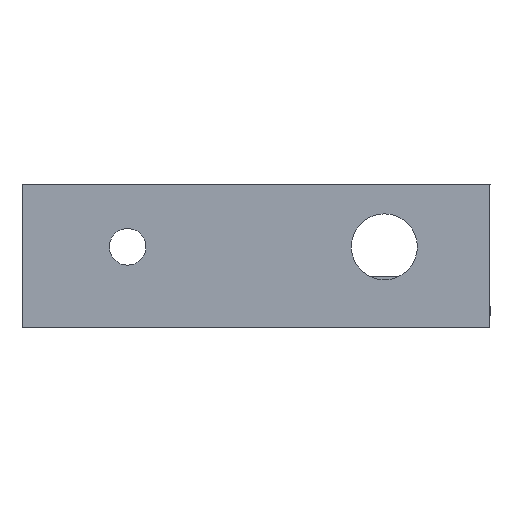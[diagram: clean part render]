
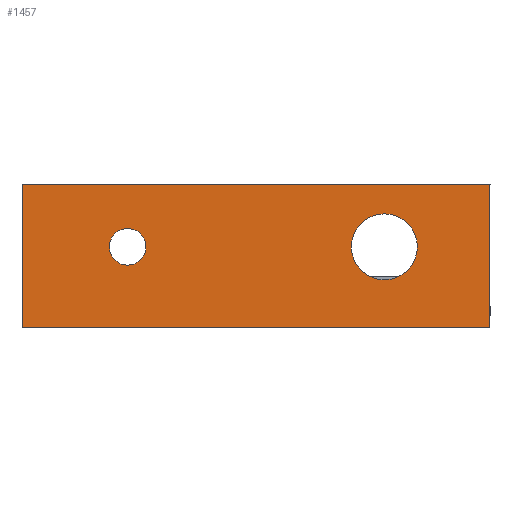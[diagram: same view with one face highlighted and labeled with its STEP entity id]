
A CAD part, front view. The second image highlights one B-rep face of the part: STEP entity #1457.
In plain terms, the highlighted face is planar.
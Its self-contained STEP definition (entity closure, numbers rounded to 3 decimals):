
#9 = CIRCLE ( 'NONE', #1085, 5. ) ;
#27 = CIRCLE ( 'NONE', #2859, 5. ) ;
#123 = VERTEX_POINT ( 'NONE', #1573 ) ;
#211 = VERTEX_POINT ( 'NONE', #1753 ) ;
#271 = EDGE_CURVE ( 'NONE', #561, #6019, #3785, .T. ) ;
#413 = EDGE_CURVE ( 'NONE', #3739, #211, #9, .T. ) ;
#446 = DIRECTION ( 'NONE',  ( 0., 0., -1. ) ) ;
#561 = VERTEX_POINT ( 'NONE', #3062 ) ;
#613 = DIRECTION ( 'NONE',  ( 0., 1., 0. ) ) ;
#687 = CARTESIAN_POINT ( 'NONE',  ( 108., 436.965, -28. ) ) ;
#843 = FACE_OUTER_BOUND ( 'NONE', #6417, .T. ) ;
#948 = CARTESIAN_POINT ( 'NONE',  ( 178., 436.965, -23. ) ) ;
#1085 = AXIS2_PLACEMENT_3D ( 'NONE', #3752, #4223, #2050 ) ;
#1180 = EDGE_CURVE ( 'NONE', #1267, #2744, #5785, .T. ) ;
#1183 = AXIS2_PLACEMENT_3D ( 'NONE', #2215, #6684, #1660 ) ;
#1210 = FACE_BOUND ( 'NONE', #3723, .T. ) ;
#1245 = ORIENTED_EDGE ( 'NONE', *, *, #6730, .F. ) ;
#1267 = VERTEX_POINT ( 'NONE', #7173 ) ;
#1333 = CARTESIAN_POINT ( 'NONE',  ( 0., 436.965, -40. ) ) ;
#1358 = DIRECTION ( 'NONE',  ( -1., 0., 0. ) ) ;
#1380 = AXIS2_PLACEMENT_3D ( 'NONE', #1725, #613, #1827 ) ;
#1457 = ADVANCED_FACE ( 'NONE', ( #2449, #1210, #843 ), #2761, .F. ) ;
#1573 = CARTESIAN_POINT ( 'NONE',  ( 79.185, 436.965, -40. ) ) ;
#1585 = ORIENTED_EDGE ( 'NONE', *, *, #4334, .F. ) ;
#1660 = DIRECTION ( 'NONE',  ( 0., 0., -1. ) ) ;
#1725 = CARTESIAN_POINT ( 'NONE',  ( 178., 436.965, -23. ) ) ;
#1753 = CARTESIAN_POINT ( 'NONE',  ( 108., 436.965, -18. ) ) ;
#1827 = DIRECTION ( 'NONE',  ( 0., 0., -1. ) ) ;
#2050 = DIRECTION ( 'NONE',  ( 0., 0., -1. ) ) ;
#2215 = CARTESIAN_POINT ( 'NONE',  ( 98., 436.965, -3. ) ) ;
#2276 = DIRECTION ( 'NONE',  ( 0., 0., -1. ) ) ;
#2303 = DIRECTION ( 'NONE',  ( 0., 0., -1. ) ) ;
#2325 = ORIENTED_EDGE ( 'NONE', *, *, #1180, .F. ) ;
#2351 = CARTESIAN_POINT ( 'NONE',  ( 206.815, 436.965, -3. ) ) ;
#2449 = FACE_BOUND ( 'NONE', #4374, .T. ) ;
#2468 = VERTEX_POINT ( 'NONE', #4958 ) ;
#2601 = CARTESIAN_POINT ( 'NONE',  ( 98., 436.965, -1. ) ) ;
#2682 = ORIENTED_EDGE ( 'NONE', *, *, #2686, .T. ) ;
#2684 = ORIENTED_EDGE ( 'NONE', *, *, #3298, .F. ) ;
#2686 = EDGE_CURVE ( 'NONE', #2468, #123, #3030, .T. ) ;
#2744 = VERTEX_POINT ( 'NONE', #4327 ) ;
#2761 = PLANE ( 'NONE',  #1183 ) ;
#2859 = AXIS2_PLACEMENT_3D ( 'NONE', #6841, #4044, #2276 ) ;
#2901 = EDGE_CURVE ( 'NONE', #1267, #2468, #6003, .T. ) ;
#3030 = LINE ( 'NONE', #1333, #6352 ) ;
#3062 = CARTESIAN_POINT ( 'NONE',  ( 178., 436.965, -32. ) ) ;
#3124 = CARTESIAN_POINT ( 'NONE',  ( 178., 436.965, -14. ) ) ;
#3134 = AXIS2_PLACEMENT_3D ( 'NONE', #948, #3784, #4353 ) ;
#3155 = ORIENTED_EDGE ( 'NONE', *, *, #271, .F. ) ;
#3298 = EDGE_CURVE ( 'NONE', #211, #3739, #27, .T. ) ;
#3342 = VECTOR ( 'NONE', #1358, 1000. ) ;
#3723 = EDGE_LOOP ( 'NONE', ( #1585, #3155 ) ) ;
#3739 = VERTEX_POINT ( 'NONE', #687 ) ;
#3752 = CARTESIAN_POINT ( 'NONE',  ( 108., 436.965, -23. ) ) ;
#3784 = DIRECTION ( 'NONE',  ( 0., 1., 0. ) ) ;
#3785 = CIRCLE ( 'NONE', #3134, 9. ) ;
#4044 = DIRECTION ( 'NONE',  ( 0., 1., 0. ) ) ;
#4079 = VECTOR ( 'NONE', #2303, 1000. ) ;
#4156 = LINE ( 'NONE', #4360, #6071 ) ;
#4223 = DIRECTION ( 'NONE',  ( 0., 1., 0. ) ) ;
#4327 = CARTESIAN_POINT ( 'NONE',  ( 79.185, 436.965, -1. ) ) ;
#4334 = EDGE_CURVE ( 'NONE', #6019, #561, #5808, .T. ) ;
#4353 = DIRECTION ( 'NONE',  ( 0., 0., -1. ) ) ;
#4360 = CARTESIAN_POINT ( 'NONE',  ( 79.185, 436.965, -3. ) ) ;
#4374 = EDGE_LOOP ( 'NONE', ( #2684, #4869 ) ) ;
#4869 = ORIENTED_EDGE ( 'NONE', *, *, #413, .F. ) ;
#4958 = CARTESIAN_POINT ( 'NONE',  ( 206.815, 436.965, -40. ) ) ;
#5785 = LINE ( 'NONE', #2601, #3342 ) ;
#5808 = CIRCLE ( 'NONE', #1380, 9. ) ;
#6003 = LINE ( 'NONE', #2351, #4079 ) ;
#6019 = VERTEX_POINT ( 'NONE', #3124 ) ;
#6071 = VECTOR ( 'NONE', #446, 1000. ) ;
#6352 = VECTOR ( 'NONE', #6891, 1000. ) ;
#6417 = EDGE_LOOP ( 'NONE', ( #7072, #2682, #1245, #2325 ) ) ;
#6684 = DIRECTION ( 'NONE',  ( 0., -1., 0. ) ) ;
#6730 = EDGE_CURVE ( 'NONE', #2744, #123, #4156, .T. ) ;
#6841 = CARTESIAN_POINT ( 'NONE',  ( 108., 436.965, -23. ) ) ;
#6891 = DIRECTION ( 'NONE',  ( -1., 0., 0. ) ) ;
#7072 = ORIENTED_EDGE ( 'NONE', *, *, #2901, .T. ) ;
#7173 = CARTESIAN_POINT ( 'NONE',  ( 206.815, 436.965, -1. ) ) ;
